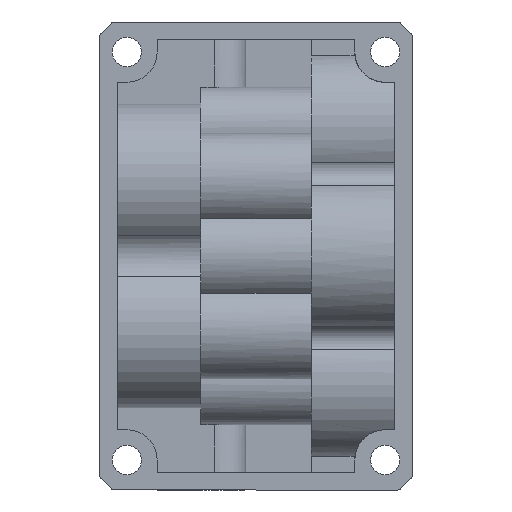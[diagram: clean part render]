
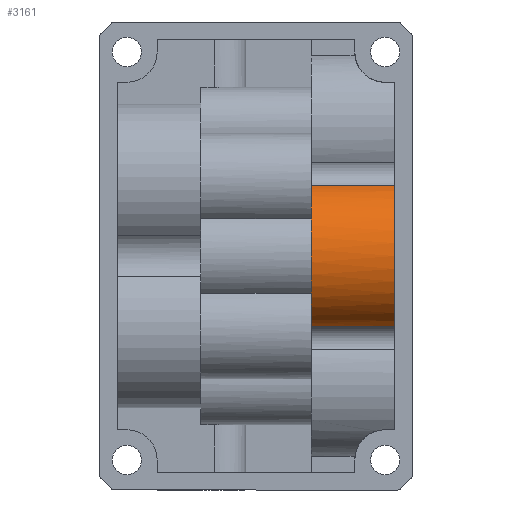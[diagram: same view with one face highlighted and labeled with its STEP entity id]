
A CAD part, front view. The second image highlights one B-rep face of the part: STEP entity #3161.
In plain terms, the highlighted cylindrical face has radius 18 mm (diameter 36 mm), a partial arc.
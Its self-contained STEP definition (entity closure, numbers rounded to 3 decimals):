
#1773 = ORIENTED_EDGE ( 'NONE', *, *, #18135, .T. ) ;
#1784 = ORIENTED_EDGE ( 'NONE', *, *, #18165, .T. ) ;
#1799 = ORIENTED_EDGE ( 'NONE', *, *, #18113, .T. ) ;
#1832 = ORIENTED_EDGE ( 'NONE', *, *, #18168, .T. ) ;
#1834 = ORIENTED_EDGE ( 'NONE', *, *, #18139, .F. ) ;
#1842 = ORIENTED_EDGE ( 'NONE', *, *, #18174, .F. ) ;
#3161 = ADVANCED_FACE ( 'NONE', ( #11921 ), #11924, .T. ) ;
#11311 = VERTEX_POINT ( 'NONE', #14334 ) ;
#11921 = FACE_OUTER_BOUND ( 'NONE', #24999, .T. ) ;
#11924 = CYLINDRICAL_SURFACE ( 'NONE', #18970, 18. ) ;
#13073 = CIRCLE ( 'NONE', #20917, 18. ) ;
#13142 = LINE ( 'NONE', #14933, #13156 ) ;
#13156 = VECTOR ( 'NONE', #14946, 1000. ) ;
#13160 = CIRCLE ( 'NONE', #20979, 18. ) ;
#13166 = LINE ( 'NONE', #15035, #13169 ) ;
#13169 = VECTOR ( 'NONE', #15066, 1000. ) ;
#13173 = CIRCLE ( 'NONE', #20967, 18. ) ;
#13212 = CIRCLE ( 'NONE', #20980, 18. ) ;
#14334 = CARTESIAN_POINT ( 'NONE',  ( 13.3, 8.103, 14.326 ) ) ;
#14839 = DIRECTION ( 'NONE',  ( 1., 0., 0. ) ) ;
#14841 = DIRECTION ( 'NONE',  ( 0., 0., -1. ) ) ;
#14881 = CARTESIAN_POINT ( 'NONE',  ( 13.3, 19., 0. ) ) ;
#14933 = CARTESIAN_POINT ( 'NONE',  ( 13.3, 12.734, 16.874 ) ) ;
#14937 = DIRECTION ( 'NONE',  ( 1., 0., 0. ) ) ;
#14946 = DIRECTION ( 'NONE',  ( 1., 0., 0. ) ) ;
#14967 = DIRECTION ( 'NONE',  ( 0., 0., -1. ) ) ;
#14972 = CARTESIAN_POINT ( 'NONE',  ( 13.3, 19., 0. ) ) ;
#15029 = CARTESIAN_POINT ( 'NONE',  ( 33.3, 19., 0. ) ) ;
#15032 = DIRECTION ( 'NONE',  ( 1., 0., 0. ) ) ;
#15035 = CARTESIAN_POINT ( 'NONE',  ( 13.3, 12.734, -16.874 ) ) ;
#15058 = DIRECTION ( 'NONE',  ( 1., 0., 0. ) ) ;
#15064 = DIRECTION ( 'NONE',  ( 0., 0., -1. ) ) ;
#15066 = DIRECTION ( 'NONE',  ( 1., 0., 0. ) ) ;
#15067 = CARTESIAN_POINT ( 'NONE',  ( 13.3, 19., 0. ) ) ;
#15068 = DIRECTION ( 'NONE',  ( 0., 0., -1. ) ) ;
#16201 = CARTESIAN_POINT ( 'NONE',  ( 33.3, 12.734, 16.874 ) ) ;
#16219 = CARTESIAN_POINT ( 'NONE',  ( 33.3, 12.734, -16.874 ) ) ;
#16220 = CARTESIAN_POINT ( 'NONE',  ( 13.3, 8.103, -14.326 ) ) ;
#16291 = CARTESIAN_POINT ( 'NONE',  ( 13.3, 12.734, -16.874 ) ) ;
#16309 = CARTESIAN_POINT ( 'NONE',  ( 13.3, 12.734, 16.874 ) ) ;
#18113 = EDGE_CURVE ( 'NONE', #25260, #25293, #13073, .T. ) ;
#18135 = EDGE_CURVE ( 'NONE', #25276, #11311, #13160, .T. ) ;
#18139 = EDGE_CURVE ( 'NONE', #25276, #25244, #13142, .T. ) ;
#18165 = EDGE_CURVE ( 'NONE', #11311, #25260, #13212, .T. ) ;
#18168 = EDGE_CURVE ( 'NONE', #25293, #25256, #13166, .T. ) ;
#18174 = EDGE_CURVE ( 'NONE', #25244, #25256, #13173, .T. ) ;
#18970 = AXIS2_PLACEMENT_3D ( 'NONE', #23114, #23095, #23124 ) ;
#20917 = AXIS2_PLACEMENT_3D ( 'NONE', #14881, #14839, #14841 ) ;
#20967 = AXIS2_PLACEMENT_3D ( 'NONE', #15029, #15058, #15068 ) ;
#20979 = AXIS2_PLACEMENT_3D ( 'NONE', #14972, #14937, #14967 ) ;
#20980 = AXIS2_PLACEMENT_3D ( 'NONE', #15067, #15032, #15064 ) ;
#23095 = DIRECTION ( 'NONE',  ( 1., 0., 0. ) ) ;
#23114 = CARTESIAN_POINT ( 'NONE',  ( 13.3, 19., 0. ) ) ;
#23124 = DIRECTION ( 'NONE',  ( 0., 0., -1. ) ) ;
#24999 = EDGE_LOOP ( 'NONE', ( #1842, #1834, #1773, #1784, #1799, #1832 ) ) ;
#25244 = VERTEX_POINT ( 'NONE', #16201 ) ;
#25256 = VERTEX_POINT ( 'NONE', #16219 ) ;
#25260 = VERTEX_POINT ( 'NONE', #16220 ) ;
#25276 = VERTEX_POINT ( 'NONE', #16309 ) ;
#25293 = VERTEX_POINT ( 'NONE', #16291 ) ;
